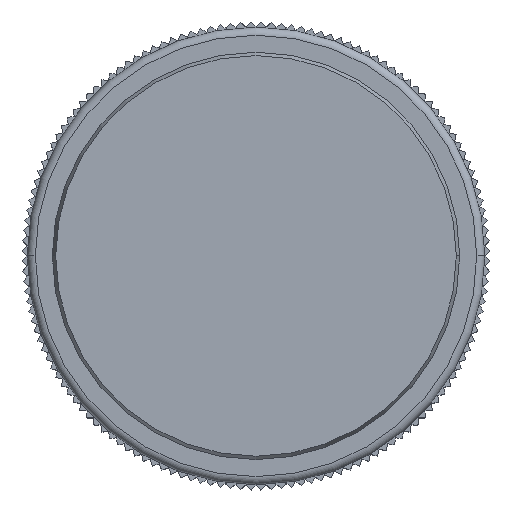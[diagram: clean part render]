
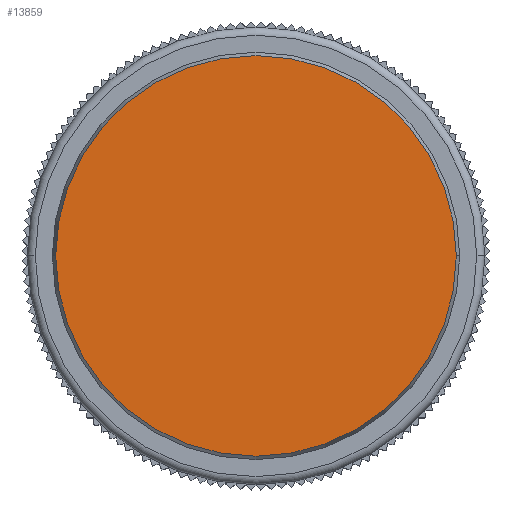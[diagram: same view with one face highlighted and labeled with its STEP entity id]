
A CAD part, top view. The second image highlights one B-rep face of the part: STEP entity #13859.
In plain terms, the highlighted planar face has unit normal (0, 0, 1).
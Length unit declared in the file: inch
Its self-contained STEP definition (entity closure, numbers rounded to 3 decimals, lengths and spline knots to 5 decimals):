
#6000=CARTESIAN_POINT('',(0.,0.,1.14173));
#6001=DIRECTION('',(0.,0.,1.));
#6002=DIRECTION('',(-1.,0.,0.));
#6003=AXIS2_PLACEMENT_3D('',#6000,#6001,#6002);
#6005=CARTESIAN_POINT('',(0.,0.,1.14173));
#6006=DIRECTION('',(0.,0.,-1.));
#6007=DIRECTION('',(-1.,0.,0.));
#6008=AXIS2_PLACEMENT_3D('',#6005,#6006,#6007);
#8146=CARTESIAN_POINT('',(-0.97385,0.,1.14173));
#8148=VERTEX_POINT('',#8146);
#8156=CARTESIAN_POINT('',(0.97385,0.,1.14173));
#8158=VERTEX_POINT('',#8156);
#13849=CARTESIAN_POINT('',(0.,0.,1.14173));
#13850=DIRECTION('',(0.,0.,-1.));
#13851=DIRECTION('',(1.,0.,0.));
#13852=AXIS2_PLACEMENT_3D('',#13849,#13850,#13851);
#13853=PLANE('',#13852);
#13855=ORIENTED_EDGE('',*,*,#13854,.F.);
#13856=ORIENTED_EDGE('',*,*,#13844,.T.);
#13857=EDGE_LOOP('',(#13855,#13856));
#13858=FACE_OUTER_BOUND('',#13857,.F.);
#13859=ADVANCED_FACE('',(#13858),#13853,.F.);
#6004=CIRCLE('',#6003,0.97385);
#6009=CIRCLE('',#6008,0.97385);
#13844=EDGE_CURVE('',#8148,#8158,#6009,.T.);
#13854=EDGE_CURVE('',#8148,#8158,#6004,.T.);
